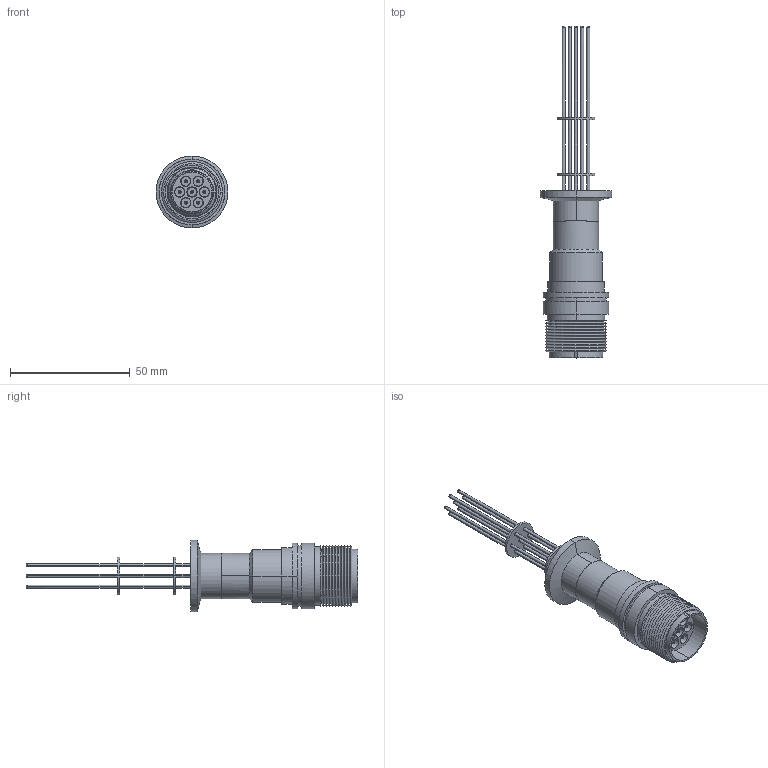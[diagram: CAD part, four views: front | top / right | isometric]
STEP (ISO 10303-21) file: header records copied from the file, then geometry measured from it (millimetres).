
FILE_DESCRIPTION (( 'STEP AP203' ), '1' );
FILE_NAME ('A6081-1-CF.STEP', '2011-10-12T13:24:45', ( '' ), ( '' ), 'SwSTEP 2.0', 'SolidWorks 2011', '' );
FILE_SCHEMA (( 'CONFIG_CONTROL_DESIGN' ));
Length unit declared in the file: inch
Products named in the file (1): A6081-1-CF
Bounding box: 29.97 x 138.55 x 29.97 mm (x, y, z)
Volume: 17234.9 mm3; surface area: 21824.4 mm2
Topology: 1 solids, 1 shells, 387 faces, 1027 edges, 668 vertices
Faces by surface type: cylinder 159, cone 126, plane 58, bspline 44
Entity records: 18387 total; most frequent: CARTESIAN_POINT 9474, ORIENTED_EDGE 1998, DIRECTION 1588, EDGE_CURVE 999, VERTEX_POINT 668, AXIS2_PLACEMENT_3D 642, EDGE_LOOP 465, FACE_OUTER_BOUND 387
